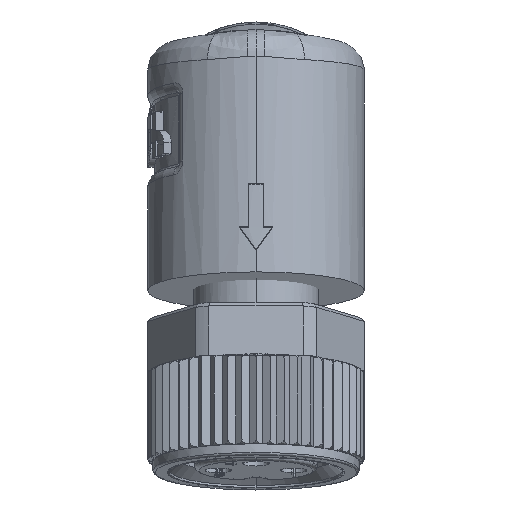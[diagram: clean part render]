
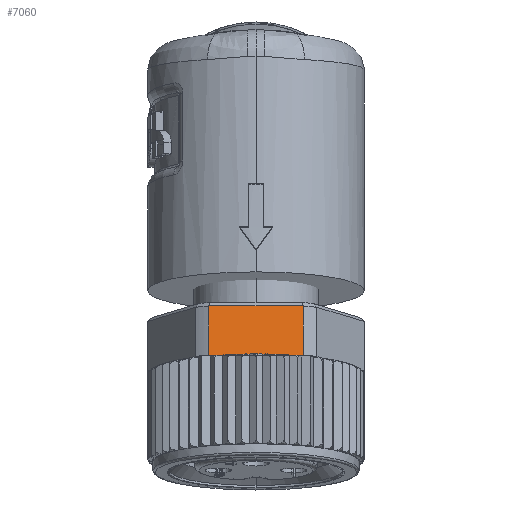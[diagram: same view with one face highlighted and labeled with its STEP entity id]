
A CAD part, front view. The second image highlights one B-rep face of the part: STEP entity #7060.
In plain terms, the highlighted planar face has unit normal (0, -0.985, 0.174).
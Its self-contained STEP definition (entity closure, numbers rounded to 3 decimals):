
#7060=ADVANCED_FACE('',(#15378),#15379,.F.);
#7918=EDGE_CURVE('',#16425,#16454,#16662,.T.);
#7926=EDGE_CURVE('',#16670,#16425,#16673,.T.);
#7934=EDGE_CURVE('',#16454,#16682,#16683,.T.);
#8474=EDGE_CURVE('',#16670,#17382,#17386,.T.);
#8482=EDGE_CURVE('',#17397,#17394,#17398,.T.);
#8486=EDGE_CURVE('',#17402,#17394,#17403,.T.);
#8490=EDGE_CURVE('',#17402,#17407,#17408,.T.);
#8518=EDGE_CURVE('',#17447,#17407,#17448,.T.);
#8546=EDGE_CURVE('',#17397,#17382,#17483,.T.);
#8548=EDGE_CURVE('',#17485,#17447,#17486,.T.);
#8550=EDGE_CURVE('',#17488,#17485,#17489,.T.);
#8552=EDGE_CURVE('',#17488,#17491,#17492,.T.);
#8554=EDGE_CURVE('',#17491,#17494,#17495,.T.);
#8556=EDGE_CURVE('',#16682,#17494,#17497,.T.);
#15378=FACE_OUTER_BOUND('',#71103,.T.);
#15379=PLANE('',#71104);
#16425=VERTEX_POINT('',#73281);
#16454=VERTEX_POINT('',#73340);
#16662=LINE('',#73781,#73782);
#16670=VERTEX_POINT('',#73794);
#16673=LINE('',#73798,#73799);
#16682=VERTEX_POINT('',#73814);
#16683=LINE('',#73815,#73816);
#17382=VERTEX_POINT('',#75644);
#17386=LINE('',#75650,#75651);
#17394=VERTEX_POINT('',#75672);
#17397=VERTEX_POINT('',#75676);
#17398=B_SPLINE_CURVE_WITH_KNOTS('',3,(#75677,#75678,#75679,#75680,#75681,#75682,#75683,#75684),.UNSPECIFIED.,.F.,.F.,(4,1,1,1,1,4),(0.0,0.2,0.4,0.6,0.8,1.0),.UNSPECIFIED.);
#17402=VERTEX_POINT('',#75697);
#17403=LINE('',#75698,#75699);
#17407=VERTEX_POINT('',#75706);
#17408=LINE('',#75707,#75708);
#17447=VERTEX_POINT('',#75829);
#17448=LINE('',#75830,#75831);
#17483=LINE('',#75908,#75909);
#17485=VERTEX_POINT('',#75912);
#17486=LINE('',#75913,#75914);
#17488=VERTEX_POINT('',#75917);
#17489=LINE('',#75918,#75919);
#17491=VERTEX_POINT('',#75922);
#17492=B_SPLINE_CURVE_WITH_KNOTS('',3,(#75923,#75924,#75925,#75926,#75927,#75928,#75929,#75930),.UNSPECIFIED.,.F.,.F.,(4,1,1,1,1,4),(0.0,0.2,0.4,0.6,0.8,1.0),.UNSPECIFIED.);
#17494=VERTEX_POINT('',#75933);
#17495=LINE('',#75934,#75935);
#17497=LINE('',#75938,#75939);
#71103=EDGE_LOOP('',(#99608,#99609,#99610,#99611,#99612,#99613,#99614,#99615,#99616,#99617,#99618,#99619,#99620,#99621));
#71104=AXIS2_PLACEMENT_3D('',#99622,#99623,#99624);
#73281=CARTESIAN_POINT('',(-2.179,-5.994,-8.086));
#73340=CARTESIAN_POINT('',(2.179,-5.994,-8.086));
#73781=CARTESIAN_POINT('',(-2.179,-5.994,-8.086));
#73782=VECTOR('',#102402,4.359);
#73794=CARTESIAN_POINT('',(-2.179,-6.393,-10.351));
#73798=CARTESIAN_POINT('',(-2.179,-6.393,-10.351));
#73799=VECTOR('',#102410,2.3);
#73814=CARTESIAN_POINT('',(2.179,-6.393,-10.351));
#73815=CARTESIAN_POINT('',(2.179,-5.994,-8.086));
#73816=VECTOR('',#102416,2.3);
#75644=CARTESIAN_POINT('',(-1.976,-6.393,-10.351));
#75650=CARTESIAN_POINT('',(-2.179,-6.393,-10.351));
#75651=VECTOR('',#102723,0.204);
#75672=CARTESIAN_POINT('',(-1.67,-6.393,-10.351));
#75676=CARTESIAN_POINT('',(-1.976,-6.4,-10.386));
#75677=CARTESIAN_POINT('',(-1.976,-6.4,-10.386));
#75678=CARTESIAN_POINT('',(-1.96,-6.399,-10.382));
#75679=CARTESIAN_POINT('',(-1.926,-6.398,-10.374));
#75680=CARTESIAN_POINT('',(-1.871,-6.396,-10.364));
#75681=CARTESIAN_POINT('',(-1.81,-6.395,-10.357));
#75682=CARTESIAN_POINT('',(-1.744,-6.394,-10.352));
#75683=CARTESIAN_POINT('',(-1.695,-6.393,-10.351));
#75684=CARTESIAN_POINT('',(-1.67,-6.393,-10.351));
#75697=CARTESIAN_POINT('',(-1.533,-6.393,-10.351));
#75698=CARTESIAN_POINT('',(-1.533,-6.393,-10.351));
#75699=VECTOR('',#102728,0.137);
#75706=CARTESIAN_POINT('',(-1.525,-6.393,-10.351));
#75707=CARTESIAN_POINT('',(-1.533,-6.393,-10.351));
#75708=VECTOR('',#102730,0.008);
#75829=CARTESIAN_POINT('',(1.525,-6.393,-10.351));
#75830=CARTESIAN_POINT('',(1.525,-6.393,-10.351));
#75831=VECTOR('',#102745,3.051);
#75908=CARTESIAN_POINT('',(-1.976,-6.4,-10.386));
#75909=VECTOR('',#102759,0.036);
#75912=CARTESIAN_POINT('',(1.533,-6.393,-10.351));
#75913=CARTESIAN_POINT('',(1.533,-6.393,-10.351));
#75914=VECTOR('',#102760,0.008);
#75917=CARTESIAN_POINT('',(1.67,-6.393,-10.351));
#75918=CARTESIAN_POINT('',(1.67,-6.393,-10.351));
#75919=VECTOR('',#102761,0.137);
#75922=CARTESIAN_POINT('',(1.976,-6.4,-10.386));
#75923=CARTESIAN_POINT('',(1.67,-6.393,-10.351));
#75924=CARTESIAN_POINT('',(1.695,-6.393,-10.351));
#75925=CARTESIAN_POINT('',(1.744,-6.394,-10.352));
#75926=CARTESIAN_POINT('',(1.81,-6.395,-10.357));
#75927=CARTESIAN_POINT('',(1.871,-6.396,-10.364));
#75928=CARTESIAN_POINT('',(1.926,-6.398,-10.374));
#75929=CARTESIAN_POINT('',(1.96,-6.399,-10.382));
#75930=CARTESIAN_POINT('',(1.976,-6.4,-10.386));
#75933=CARTESIAN_POINT('',(1.976,-6.393,-10.351));
#75934=CARTESIAN_POINT('',(1.976,-6.4,-10.386));
#75935=VECTOR('',#102762,0.036);
#75938=CARTESIAN_POINT('',(2.179,-6.393,-10.351));
#75939=VECTOR('',#102763,0.204);
#99608=ORIENTED_EDGE('',*,*,#7926,.F.);
#99609=ORIENTED_EDGE('',*,*,#8474,.T.);
#99610=ORIENTED_EDGE('',*,*,#8546,.F.);
#99611=ORIENTED_EDGE('',*,*,#8482,.T.);
#99612=ORIENTED_EDGE('',*,*,#8486,.F.);
#99613=ORIENTED_EDGE('',*,*,#8490,.T.);
#99614=ORIENTED_EDGE('',*,*,#8518,.F.);
#99615=ORIENTED_EDGE('',*,*,#8548,.F.);
#99616=ORIENTED_EDGE('',*,*,#8550,.F.);
#99617=ORIENTED_EDGE('',*,*,#8552,.T.);
#99618=ORIENTED_EDGE('',*,*,#8554,.T.);
#99619=ORIENTED_EDGE('',*,*,#8556,.F.);
#99620=ORIENTED_EDGE('',*,*,#7934,.F.);
#99621=ORIENTED_EDGE('',*,*,#7918,.F.);
#99622=CARTESIAN_POINT('',(2.179,-6.393,-10.351));
#99623=DIRECTION('',(0.0,0.985,-0.174));
#99624=DIRECTION('',(0.0,-0.174,-0.985));
#102402=DIRECTION('',(1.0,0.,0.));
#102410=DIRECTION('',(0.,0.174,0.985));
#102416=DIRECTION('',(0.,-0.174,-0.985));
#102723=DIRECTION('',(1.0,0.0,0.0));
#102728=DIRECTION('',(-1.0,0.0,0.0));
#102730=DIRECTION('',(1.0,0.0,0.0));
#102745=DIRECTION('',(-1.0,0.0,0.0));
#102759=DIRECTION('',(0.0,0.174,0.985));
#102760=DIRECTION('',(-1.0,0.0,0.0));
#102761=DIRECTION('',(-1.0,0.0,0.0));
#102762=DIRECTION('',(0.0,0.174,0.985));
#102763=DIRECTION('',(-1.0,0.0,0.0));
